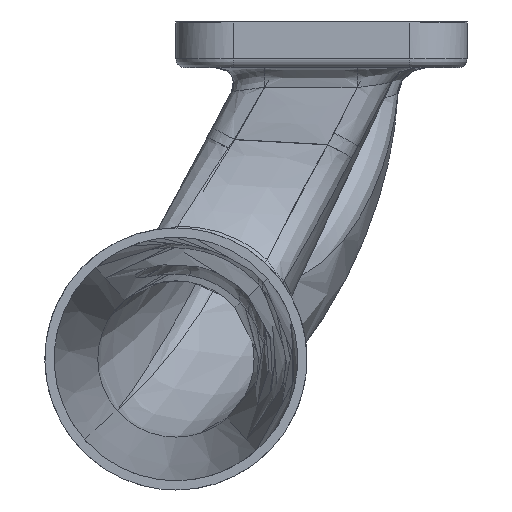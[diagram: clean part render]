
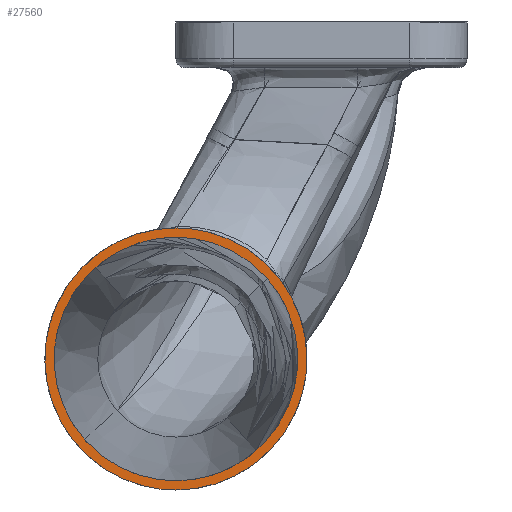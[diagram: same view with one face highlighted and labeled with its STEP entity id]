
A CAD part, left-side view. The second image highlights one B-rep face of the part: STEP entity #27560.
In plain terms, the highlighted free-form (B-spline) face has degree [1, 1] with [2, 2] control points.
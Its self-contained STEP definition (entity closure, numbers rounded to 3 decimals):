
#15628 = VERTEX_POINT('',#15629);
#15629 = CARTESIAN_POINT('',(-14264.821,1055.078,
    -1160.585));
#15634 = EDGE_CURVE('',#15635,#15628,#15637,.T.);
#15635 = VERTEX_POINT('',#15636);
#15636 = CARTESIAN_POINT('',(-14264.821,1055.078,
    -3059.725));
#15637 = ( BOUNDED_CURVE() B_SPLINE_CURVE(2,(#15638,#15639,#15640,#15641
,#15642),.UNSPECIFIED.,.F.,.F.) B_SPLINE_CURVE_WITH_KNOTS((3,2,3),(0.,
1.571,3.142),.PIECEWISE_BEZIER_KNOTS.) CURVE() 
GEOMETRIC_REPRESENTATION_ITEM() RATIONAL_B_SPLINE_CURVE((1.,
0.707,1.,0.707,1.)) REPRESENTATION_ITEM('') );
#15638 = CARTESIAN_POINT('',(-14264.821,1055.078,
    -3059.725));
#15639 = CARTESIAN_POINT('',(-14264.821,105.508,
    -3059.725));
#15640 = CARTESIAN_POINT('',(-14264.821,105.508,
    -2110.155));
#15641 = CARTESIAN_POINT('',(-14264.821,105.508,
    -1160.585));
#15642 = CARTESIAN_POINT('',(-14264.821,1055.078,
    -1160.585));
#15759 = EDGE_CURVE('',#15628,#15635,#15760,.T.);
#15760 = ( BOUNDED_CURVE() B_SPLINE_CURVE(2,(#15761,#15762,#15763,#15764
,#15765),.UNSPECIFIED.,.F.,.F.) B_SPLINE_CURVE_WITH_KNOTS((3,2,3),(0.,
1.571,3.142),.PIECEWISE_BEZIER_KNOTS.) CURVE() 
GEOMETRIC_REPRESENTATION_ITEM() RATIONAL_B_SPLINE_CURVE((1.,
0.707,1.,0.707,1.)) REPRESENTATION_ITEM('') );
#15761 = CARTESIAN_POINT('',(-14264.821,1055.078,
    -1160.585));
#15762 = CARTESIAN_POINT('',(-14264.821,2004.647,
    -1160.585));
#15763 = CARTESIAN_POINT('',(-14264.821,2004.647,
    -2110.155));
#15764 = CARTESIAN_POINT('',(-14264.821,2004.647,
    -3059.725));
#15765 = CARTESIAN_POINT('',(-14264.821,1055.078,
    -3059.725));
#27560 = ADVANCED_FACE('',(#27561,#27565),#27587,.T.);
#27561 = FACE_BOUND('',#27562,.F.);
#27562 = EDGE_LOOP('',(#27563,#27564));
#27563 = ORIENTED_EDGE('',*,*,#15759,.F.);
#27564 = ORIENTED_EDGE('',*,*,#15634,.F.);
#27565 = FACE_BOUND('',#27566,.F.);
#27566 = EDGE_LOOP('',(#27567,#27579));
#27567 = ORIENTED_EDGE('',*,*,#27568,.F.);
#27568 = EDGE_CURVE('',#27569,#27571,#27573,.T.);
#27569 = VERTEX_POINT('',#27570);
#27570 = CARTESIAN_POINT('',(-14264.821,1055.078,
    -1227.051));
#27571 = VERTEX_POINT('',#27572);
#27572 = CARTESIAN_POINT('',(-14264.821,1055.078,
    -2993.26));
#27573 = ( BOUNDED_CURVE() B_SPLINE_CURVE(2,(#27574,#27575,#27576,#27577
,#27578),.UNSPECIFIED.,.F.,.F.) B_SPLINE_CURVE_WITH_KNOTS((3,2,3),(0.,
1.571,3.142),.PIECEWISE_BEZIER_KNOTS.) CURVE() 
GEOMETRIC_REPRESENTATION_ITEM() RATIONAL_B_SPLINE_CURVE((1.,
0.707,1.,0.707,1.)) REPRESENTATION_ITEM('') );
#27574 = CARTESIAN_POINT('',(-14264.821,1055.078,
    -1227.051));
#27575 = CARTESIAN_POINT('',(-14264.821,171.973,
    -1227.051));
#27576 = CARTESIAN_POINT('',(-14264.821,171.973,
    -2110.155));
#27577 = CARTESIAN_POINT('',(-14264.821,171.973,
    -2993.26));
#27578 = CARTESIAN_POINT('',(-14264.821,1055.078,
    -2993.26));
#27579 = ORIENTED_EDGE('',*,*,#27580,.F.);
#27580 = EDGE_CURVE('',#27571,#27569,#27581,.T.);
#27581 = ( BOUNDED_CURVE() B_SPLINE_CURVE(2,(#27582,#27583,#27584,#27585
,#27586),.UNSPECIFIED.,.F.,.F.) B_SPLINE_CURVE_WITH_KNOTS((3,2,3),(0.,
1.571,3.142),.PIECEWISE_BEZIER_KNOTS.) CURVE() 
GEOMETRIC_REPRESENTATION_ITEM() RATIONAL_B_SPLINE_CURVE((1.,
0.707,1.,0.707,1.)) REPRESENTATION_ITEM('') );
#27582 = CARTESIAN_POINT('',(-14264.821,1055.078,
    -2993.26));
#27583 = CARTESIAN_POINT('',(-14264.821,1938.182,
    -2993.26));
#27584 = CARTESIAN_POINT('',(-14264.821,1938.182,
    -2110.155));
#27585 = CARTESIAN_POINT('',(-14264.821,1938.182,
    -1227.051));
#27586 = CARTESIAN_POINT('',(-14264.821,1055.078,
    -1227.051));
#27587 = B_SPLINE_SURFACE_WITH_KNOTS('',1,1,(
    (#27588,#27589)
    ,(#27590,#27591
    )),.UNSPECIFIED.,.F.,.F.,.F.,(2,2),(2,2),(-2338.705,-887.095),(
    80.645,1532.255),.PIECEWISE_BEZIER_KNOTS.);
#27588 = CARTESIAN_POINT('',(-14264.821,105.508,
    -3059.725));
#27589 = CARTESIAN_POINT('',(-14264.821,2004.647,
    -3059.725));
#27590 = CARTESIAN_POINT('',(-14264.821,105.508,
    -1160.585));
#27591 = CARTESIAN_POINT('',(-14264.821,2004.647,
    -1160.585));
